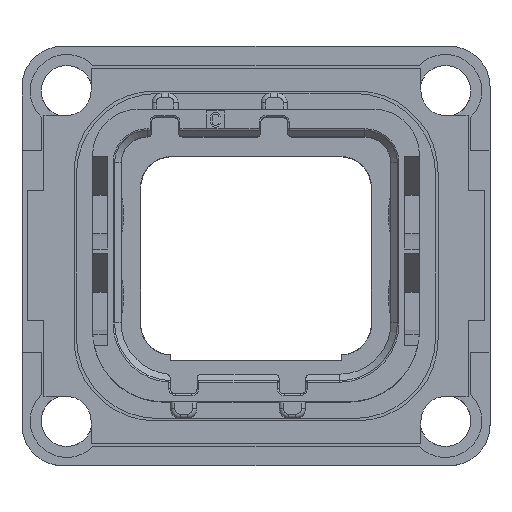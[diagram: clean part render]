
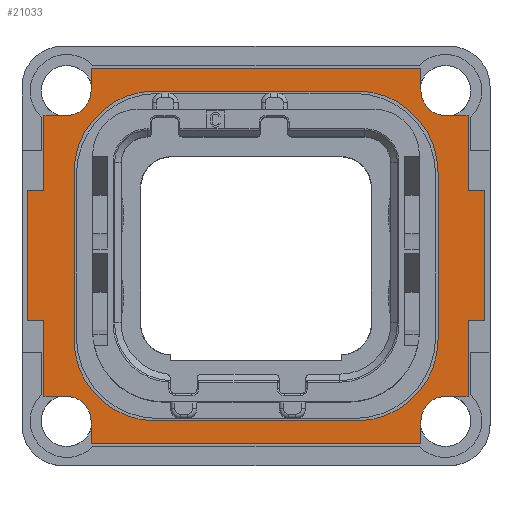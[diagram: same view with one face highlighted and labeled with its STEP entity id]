
A CAD part, top view. The second image highlights one B-rep face of the part: STEP entity #21033.
In plain terms, the highlighted planar face has unit normal (0, 0, 1).
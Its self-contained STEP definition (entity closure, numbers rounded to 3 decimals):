
#839=DIRECTION('',(0.,-1.,0.));
#840=VECTOR('',#839,4.65);
#841=CARTESIAN_POINT('',(-13.05,-4.,2.31));
#842=LINE('',#841,#840);
#843=DIRECTION('',(1.,0.,0.));
#844=VECTOR('',#843,1.);
#845=CARTESIAN_POINT('',(-14.05,-4.,2.31));
#846=LINE('',#845,#844);
#847=DIRECTION('',(0.,-1.,0.));
#848=VECTOR('',#847,8.);
#849=CARTESIAN_POINT('',(-14.05,4.,2.31));
#850=LINE('',#849,#848);
#851=DIRECTION('',(-1.,0.,0.));
#852=VECTOR('',#851,1.);
#853=CARTESIAN_POINT('',(-13.05,4.,2.31));
#854=LINE('',#853,#852);
#855=DIRECTION('',(0.,-1.,0.));
#856=VECTOR('',#855,4.65);
#857=CARTESIAN_POINT('',(-13.05,8.65,2.31));
#858=LINE('',#857,#856);
#859=DIRECTION('',(1.,0.,0.));
#860=VECTOR('',#859,1.4);
#861=CARTESIAN_POINT('',(-13.05,8.65,2.31));
#862=LINE('',#861,#860);
#863=CARTESIAN_POINT('',(-11.65,10.15,2.31));
#864=DIRECTION('',(0.,0.,1.));
#865=DIRECTION('',(0.,-1.,0.));
#866=AXIS2_PLACEMENT_3D('',#863,#864,#865);
#868=DIRECTION('',(0.,-1.,0.));
#869=VECTOR('',#868,1.4);
#870=CARTESIAN_POINT('',(-10.15,11.55,2.31));
#871=LINE('',#870,#869);
#872=DIRECTION('',(-1.,0.,0.));
#873=VECTOR('',#872,20.3);
#874=CARTESIAN_POINT('',(10.15,11.55,2.31));
#875=LINE('',#874,#873);
#876=DIRECTION('',(0.,-1.,0.));
#877=VECTOR('',#876,1.4);
#878=CARTESIAN_POINT('',(10.15,11.55,2.31));
#879=LINE('',#878,#877);
#880=CARTESIAN_POINT('',(11.65,10.15,2.31));
#881=DIRECTION('',(0.,0.,1.));
#882=DIRECTION('',(-1.,0.,0.));
#883=AXIS2_PLACEMENT_3D('',#880,#881,#882);
#885=DIRECTION('',(-1.,0.,0.));
#886=VECTOR('',#885,1.4);
#887=CARTESIAN_POINT('',(13.05,8.65,2.31));
#888=LINE('',#887,#886);
#889=DIRECTION('',(0.,1.,0.));
#890=VECTOR('',#889,4.65);
#891=CARTESIAN_POINT('',(13.05,4.,2.31));
#892=LINE('',#891,#890);
#893=DIRECTION('',(-1.,0.,0.));
#894=VECTOR('',#893,1.);
#895=CARTESIAN_POINT('',(14.05,4.,2.31));
#896=LINE('',#895,#894);
#897=DIRECTION('',(0.,1.,0.));
#898=VECTOR('',#897,8.);
#899=CARTESIAN_POINT('',(14.05,-4.,2.31));
#900=LINE('',#899,#898);
#901=DIRECTION('',(1.,0.,0.));
#902=VECTOR('',#901,1.);
#903=CARTESIAN_POINT('',(13.05,-4.,2.31));
#904=LINE('',#903,#902);
#905=DIRECTION('',(0.,1.,0.));
#906=VECTOR('',#905,4.65);
#907=CARTESIAN_POINT('',(13.05,-8.65,2.31));
#908=LINE('',#907,#906);
#909=DIRECTION('',(-1.,0.,0.));
#910=VECTOR('',#909,1.4);
#911=CARTESIAN_POINT('',(13.05,-8.65,2.31));
#912=LINE('',#911,#910);
#913=CARTESIAN_POINT('',(11.65,-10.15,2.31));
#914=DIRECTION('',(0.,0.,1.));
#915=DIRECTION('',(0.,1.,0.));
#916=AXIS2_PLACEMENT_3D('',#913,#914,#915);
#918=DIRECTION('',(0.,1.,0.));
#919=VECTOR('',#918,1.4);
#920=CARTESIAN_POINT('',(10.15,-11.55,2.31));
#921=LINE('',#920,#919);
#922=DIRECTION('',(1.,0.,0.));
#923=VECTOR('',#922,20.3);
#924=CARTESIAN_POINT('',(-10.15,-11.55,2.31));
#925=LINE('',#924,#923);
#926=DIRECTION('',(0.,1.,0.));
#927=VECTOR('',#926,1.4);
#928=CARTESIAN_POINT('',(-10.15,-11.55,2.31));
#929=LINE('',#928,#927);
#930=CARTESIAN_POINT('',(-11.65,-10.15,2.31));
#931=DIRECTION('',(0.,0.,1.));
#932=DIRECTION('',(1.,0.,0.));
#933=AXIS2_PLACEMENT_3D('',#930,#931,#932);
#935=DIRECTION('',(1.,0.,0.));
#936=VECTOR('',#935,1.4);
#937=CARTESIAN_POINT('',(-13.05,-8.65,2.31));
#938=LINE('',#937,#936);
#939=DIRECTION('',(0.,-1.,0.));
#940=VECTOR('',#939,10.3);
#941=CARTESIAN_POINT('',(11.2,5.15,2.31));
#942=LINE('',#941,#940);
#943=DIRECTION('',(1.,0.,0.));
#944=VECTOR('',#943,12.4);
#945=CARTESIAN_POINT('',(-6.2,10.15,2.31));
#946=LINE('',#945,#944);
#947=DIRECTION('',(0.,1.,0.));
#948=VECTOR('',#947,10.3);
#949=CARTESIAN_POINT('',(-11.2,-5.15,2.31));
#950=LINE('',#949,#948);
#951=DIRECTION('',(-1.,0.,0.));
#952=VECTOR('',#951,12.4);
#953=CARTESIAN_POINT('',(6.2,-10.15,2.31));
#954=LINE('',#953,#952);
#1059=CARTESIAN_POINT('',(-6.2,-5.15,2.31));
#1060=DIRECTION('',(0.,0.,-1.));
#1061=DIRECTION('',(0.,-1.,0.));
#1062=AXIS2_PLACEMENT_3D('',#1059,#1060,#1061);
#1072=CARTESIAN_POINT('',(6.2,-5.15,2.31));
#1073=DIRECTION('',(0.,0.,-1.));
#1074=DIRECTION('',(1.,0.,0.));
#1075=AXIS2_PLACEMENT_3D('',#1072,#1073,#1074);
#1077=CARTESIAN_POINT('',(-6.2,5.15,2.31));
#1078=DIRECTION('',(0.,0.,-1.));
#1079=DIRECTION('',(-1.,0.,0.));
#1080=AXIS2_PLACEMENT_3D('',#1077,#1078,#1079);
#1090=CARTESIAN_POINT('',(6.2,5.15,2.31));
#1091=DIRECTION('',(0.,0.,-1.));
#1092=DIRECTION('',(0.,1.,0.));
#1093=AXIS2_PLACEMENT_3D('',#1090,#1091,#1092);
#19629=CARTESIAN_POINT('',(-11.2,-5.15,2.31));
#19630=CARTESIAN_POINT('',(-11.2,5.15,2.31));
#19631=VERTEX_POINT('',#19629);
#19632=VERTEX_POINT('',#19630);
#19633=CARTESIAN_POINT('',(-6.2,10.15,2.31));
#19634=CARTESIAN_POINT('',(6.2,10.15,2.31));
#19635=VERTEX_POINT('',#19633);
#19636=VERTEX_POINT('',#19634);
#19637=CARTESIAN_POINT('',(11.2,5.15,2.31));
#19638=CARTESIAN_POINT('',(11.2,-5.15,2.31));
#19639=VERTEX_POINT('',#19637);
#19640=VERTEX_POINT('',#19638);
#19641=CARTESIAN_POINT('',(6.2,-10.15,2.31));
#19642=CARTESIAN_POINT('',(-6.2,-10.15,2.31));
#19643=VERTEX_POINT('',#19641);
#19644=VERTEX_POINT('',#19642);
#19661=CARTESIAN_POINT('',(10.15,10.15,2.31));
#19662=CARTESIAN_POINT('',(11.65,8.65,2.31));
#19663=VERTEX_POINT('',#19661);
#19664=VERTEX_POINT('',#19662);
#19665=CARTESIAN_POINT('',(13.05,8.65,2.31));
#19666=VERTEX_POINT('',#19665);
#19667=CARTESIAN_POINT('',(10.15,11.55,2.31));
#19668=VERTEX_POINT('',#19667);
#19669=CARTESIAN_POINT('',(11.65,-8.65,2.31));
#19670=CARTESIAN_POINT('',(10.15,-10.15,2.31));
#19671=VERTEX_POINT('',#19669);
#19672=VERTEX_POINT('',#19670);
#19673=CARTESIAN_POINT('',(10.15,-11.55,2.31));
#19674=VERTEX_POINT('',#19673);
#19675=CARTESIAN_POINT('',(13.05,-8.65,2.31));
#19676=VERTEX_POINT('',#19675);
#19677=CARTESIAN_POINT('',(-10.15,-10.15,2.31));
#19678=CARTESIAN_POINT('',(-11.65,-8.65,2.31));
#19679=VERTEX_POINT('',#19677);
#19680=VERTEX_POINT('',#19678);
#19681=CARTESIAN_POINT('',(-13.05,-8.65,2.31));
#19682=VERTEX_POINT('',#19681);
#19683=CARTESIAN_POINT('',(-10.15,-11.55,2.31));
#19684=VERTEX_POINT('',#19683);
#19685=CARTESIAN_POINT('',(-10.15,11.55,2.31));
#19686=CARTESIAN_POINT('',(-10.15,10.15,2.31));
#19687=VERTEX_POINT('',#19685);
#19688=VERTEX_POINT('',#19686);
#19689=CARTESIAN_POINT('',(-13.05,8.65,2.31));
#19690=CARTESIAN_POINT('',(-11.65,8.65,2.31));
#19691=VERTEX_POINT('',#19689);
#19692=VERTEX_POINT('',#19690);
#19693=CARTESIAN_POINT('',(14.05,-4.,2.31));
#19694=CARTESIAN_POINT('',(14.05,4.,2.31));
#19695=VERTEX_POINT('',#19693);
#19696=VERTEX_POINT('',#19694);
#19697=CARTESIAN_POINT('',(-14.05,4.,2.31));
#19698=CARTESIAN_POINT('',(-14.05,-4.,2.31));
#19699=VERTEX_POINT('',#19697);
#19700=VERTEX_POINT('',#19698);
#19701=CARTESIAN_POINT('',(13.05,-4.,2.31));
#19702=VERTEX_POINT('',#19701);
#19703=CARTESIAN_POINT('',(13.05,4.,2.31));
#19704=VERTEX_POINT('',#19703);
#19705=CARTESIAN_POINT('',(-13.05,4.,2.31));
#19706=VERTEX_POINT('',#19705);
#19707=CARTESIAN_POINT('',(-13.05,-4.,2.31));
#19708=VERTEX_POINT('',#19707);
#20980=CARTESIAN_POINT('',(0.,0.,2.31));
#20981=DIRECTION('',(0.,0.,1.));
#20982=DIRECTION('',(1.,0.,0.));
#20983=AXIS2_PLACEMENT_3D('',#20980,#20981,#20982);
#20984=PLANE('',#20983);
#20985=ORIENTED_EDGE('',*,*,#20604,.F.);
#20986=ORIENTED_EDGE('',*,*,#20618,.F.);
#20987=ORIENTED_EDGE('',*,*,#20632,.F.);
#20988=ORIENTED_EDGE('',*,*,#20646,.F.);
#20989=ORIENTED_EDGE('',*,*,#20660,.F.);
#20990=ORIENTED_EDGE('',*,*,#20676,.T.);
#20992=ORIENTED_EDGE('',*,*,#20991,.T.);
#20993=ORIENTED_EDGE('',*,*,#20735,.F.);
#20994=ORIENTED_EDGE('',*,*,#20751,.F.);
#20995=ORIENTED_EDGE('',*,*,#20767,.T.);
#20997=ORIENTED_EDGE('',*,*,#20996,.T.);
#20998=ORIENTED_EDGE('',*,*,#20826,.F.);
#20999=ORIENTED_EDGE('',*,*,#20842,.F.);
#21000=ORIENTED_EDGE('',*,*,#20856,.F.);
#21001=ORIENTED_EDGE('',*,*,#20870,.F.);
#21002=ORIENTED_EDGE('',*,*,#20884,.F.);
#21003=ORIENTED_EDGE('',*,*,#20898,.F.);
#21004=ORIENTED_EDGE('',*,*,#20914,.T.);
#21006=ORIENTED_EDGE('',*,*,#21005,.T.);
#21007=ORIENTED_EDGE('',*,*,#20972,.F.);
#21008=ORIENTED_EDGE('',*,*,#20512,.F.);
#21009=ORIENTED_EDGE('',*,*,#20529,.T.);
#21011=ORIENTED_EDGE('',*,*,#21010,.T.);
#21012=ORIENTED_EDGE('',*,*,#20588,.F.);
#21013=EDGE_LOOP('',(#20985,#20986,#20987,#20988,#20989,#20990,#20992,#20993,
#20994,#20995,#20997,#20998,#20999,#21000,#21001,#21002,#21003,#21004,#21006,
#21007,#21008,#21009,#21011,#21012));
#21014=FACE_OUTER_BOUND('',#21013,.F.);
#21016=ORIENTED_EDGE('',*,*,#21015,.F.);
#21018=ORIENTED_EDGE('',*,*,#21017,.F.);
#21020=ORIENTED_EDGE('',*,*,#21019,.F.);
#21022=ORIENTED_EDGE('',*,*,#21021,.F.);
#21024=ORIENTED_EDGE('',*,*,#21023,.F.);
#21026=ORIENTED_EDGE('',*,*,#21025,.F.);
#21028=ORIENTED_EDGE('',*,*,#21027,.F.);
#21030=ORIENTED_EDGE('',*,*,#21029,.F.);
#21031=EDGE_LOOP('',(#21016,#21018,#21020,#21022,#21024,#21026,#21028,#21030));
#21032=FACE_BOUND('',#21031,.F.);
#21033=ADVANCED_FACE('',(#21014,#21032),#20984,.T.);
#867=CIRCLE('',#866,1.5);
#884=CIRCLE('',#883,1.5);
#917=CIRCLE('',#916,1.5);
#934=CIRCLE('',#933,1.5);
#1063=CIRCLE('',#1062,5.);
#1076=CIRCLE('',#1075,5.);
#1081=CIRCLE('',#1080,5.);
#1094=CIRCLE('',#1093,5.);
#20512=EDGE_CURVE('',#19684,#19674,#925,.T.);
#20529=EDGE_CURVE('',#19684,#19679,#929,.T.);
#20588=EDGE_CURVE('',#19682,#19680,#938,.T.);
#20604=EDGE_CURVE('',#19708,#19682,#842,.T.);
#20618=EDGE_CURVE('',#19700,#19708,#846,.T.);
#20632=EDGE_CURVE('',#19699,#19700,#850,.T.);
#20646=EDGE_CURVE('',#19706,#19699,#854,.T.);
#20660=EDGE_CURVE('',#19691,#19706,#858,.T.);
#20676=EDGE_CURVE('',#19691,#19692,#862,.T.);
#20735=EDGE_CURVE('',#19687,#19688,#871,.T.);
#20751=EDGE_CURVE('',#19668,#19687,#875,.T.);
#20767=EDGE_CURVE('',#19668,#19663,#879,.T.);
#20826=EDGE_CURVE('',#19666,#19664,#888,.T.);
#20842=EDGE_CURVE('',#19704,#19666,#892,.T.);
#20856=EDGE_CURVE('',#19696,#19704,#896,.T.);
#20870=EDGE_CURVE('',#19695,#19696,#900,.T.);
#20884=EDGE_CURVE('',#19702,#19695,#904,.T.);
#20898=EDGE_CURVE('',#19676,#19702,#908,.T.);
#20914=EDGE_CURVE('',#19676,#19671,#912,.T.);
#20972=EDGE_CURVE('',#19674,#19672,#921,.T.);
#20991=EDGE_CURVE('',#19692,#19688,#867,.T.);
#20996=EDGE_CURVE('',#19663,#19664,#884,.T.);
#21005=EDGE_CURVE('',#19671,#19672,#917,.T.);
#21010=EDGE_CURVE('',#19679,#19680,#934,.T.);
#21015=EDGE_CURVE('',#19639,#19640,#942,.T.);
#21017=EDGE_CURVE('',#19636,#19639,#1094,.T.);
#21019=EDGE_CURVE('',#19635,#19636,#946,.T.);
#21021=EDGE_CURVE('',#19632,#19635,#1081,.T.);
#21023=EDGE_CURVE('',#19631,#19632,#950,.T.);
#21025=EDGE_CURVE('',#19644,#19631,#1063,.T.);
#21027=EDGE_CURVE('',#19643,#19644,#954,.T.);
#21029=EDGE_CURVE('',#19640,#19643,#1076,.T.);
